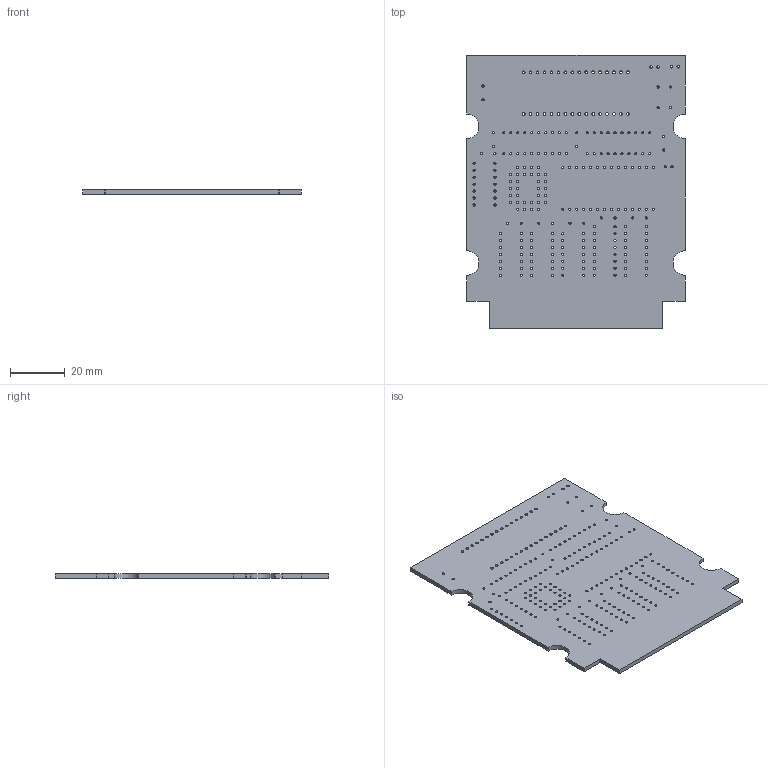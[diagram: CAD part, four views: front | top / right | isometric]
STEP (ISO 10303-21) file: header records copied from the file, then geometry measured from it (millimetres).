
FILE_DESCRIPTION(('KiCad electronic assembly'),'2;1');
FILE_NAME('slot2-dataport-REV3.step','2023-09-09T08:16:29',('Pcbnew'),( 'Kicad'),'Open CASCADE STEP processor 7.6','KiCad to STEP converter' ,'Unknown');
FILE_SCHEMA(('AUTOMOTIVE_DESIGN { 1 0 10303 214 1 1 1 1 }'));
Length unit declared in the file: millimetre
Products named in the file (2): slot2-dataport-REV3 1; p2000t-slot2-datacartridge PCB
Assembly tree (1 placements, depth 2):
  slot2-dataport-REV3 1
    p2000t-slot2-datacartridge PCB
Bounding box: 80 x 100 x 1.6 mm (x, y, z)
Volume: 12114 mm3; surface area: 16790.9 mm2
Topology: 1 solids, 1 shells, 287 faces, 855 edges, 570 vertices
Faces by surface type: cylinder 254, plane 33
Full cylindrical faces by diameter (mm): 0.8 x214, 0.9 x4, 1 x32
Entity records: 22099 total; most frequent: DIRECTION 3651, CARTESIAN_POINT 3424, ORIENTED_EDGE 1710, PCURVE 1710, DEFINITIONAL_REPRESENTATION 1710, LINE 1549, VECTOR 1549, CIRCLE 1016
